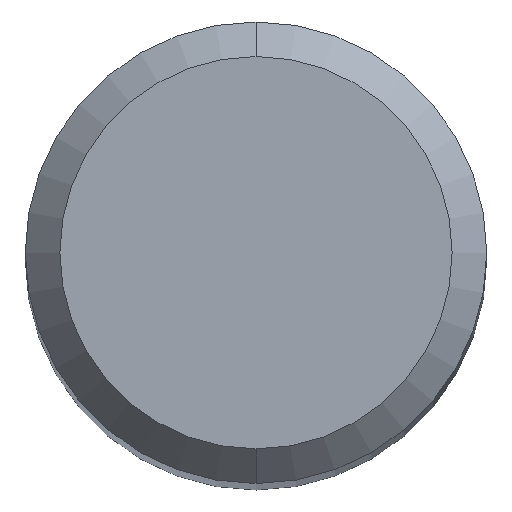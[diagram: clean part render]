
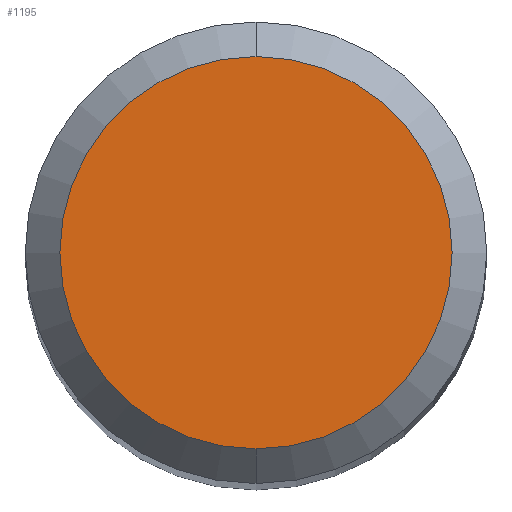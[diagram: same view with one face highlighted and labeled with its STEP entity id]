
A CAD part, top view. The second image highlights one B-rep face of the part: STEP entity #1195.
In plain terms, the highlighted planar face has unit normal (0, 0, 1).
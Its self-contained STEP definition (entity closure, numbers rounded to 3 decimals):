
#435=EDGE_CURVE('',#667,#513,#1238,.T.);
#513=VERTEX_POINT('',#1328);
#667=VERTEX_POINT('',#1494);
#1179=EDGE_CURVE('',#513,#667,#2049,.T.);
#1195=ADVANCED_FACE('',(#2065),#2066,.T.);
#1238=CIRCLE('',#2121,1.7);
#1328=CARTESIAN_POINT('',(0.,-1.7,0.0));
#1494=CARTESIAN_POINT('',(0.0,1.7,0.0));
#2049=CIRCLE('',#5195,1.7);
#2065=FACE_OUTER_BOUND('',#5231,.T.);
#2066=PLANE('',#5232);
#2121=AXIS2_PLACEMENT_3D('',#5368,#5369,#5370);
#5195=AXIS2_PLACEMENT_3D('',#6241,#6242,#6243);
#5231=EDGE_LOOP('',(#6251,#6252));
#5232=AXIS2_PLACEMENT_3D('',#6253,#6254,#6255);
#5368=CARTESIAN_POINT('',(0.0,0.0,0.0));
#5369=DIRECTION('',(0.0,0.0,-1.0));
#5370=DIRECTION('',(0.0,1.0,0.0));
#6241=CARTESIAN_POINT('',(0.0,0.0,0.0));
#6242=DIRECTION('',(0.0,0.0,-1.0));
#6243=DIRECTION('',(0.0,1.0,0.0));
#6251=ORIENTED_EDGE('',*,*,#435,.F.);
#6252=ORIENTED_EDGE('',*,*,#1179,.F.);
#6253=CARTESIAN_POINT('',(0.0,0.85,0.0));
#6254=DIRECTION('',(-0.0,0.0,1.0));
#6255=DIRECTION('',(0.0,-1.0,0.0));
